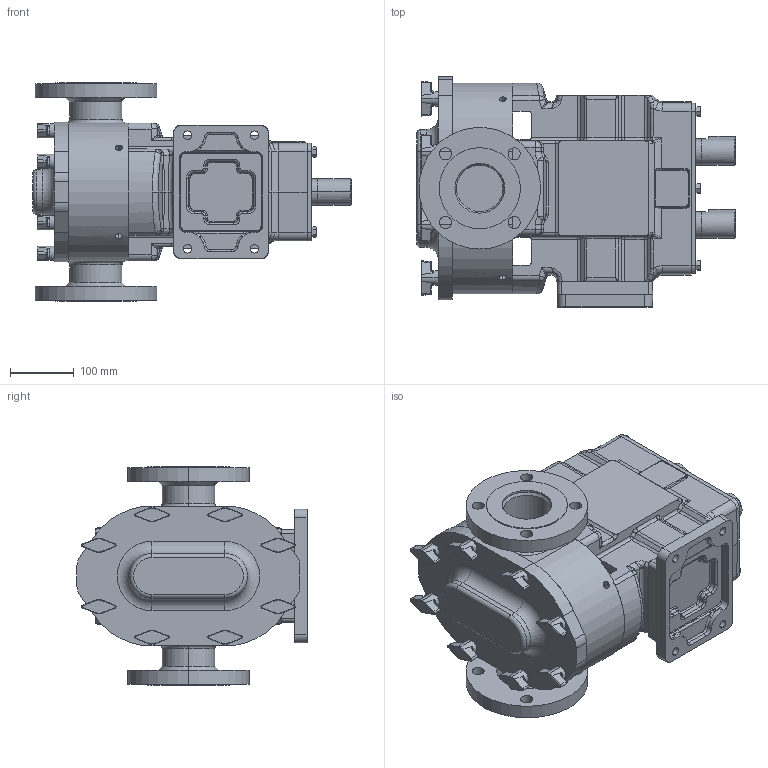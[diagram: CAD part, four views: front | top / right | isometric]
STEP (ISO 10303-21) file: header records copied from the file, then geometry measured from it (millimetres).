
FILE_DESCRIPTION (( 'STEP AP214' ), '1' );
FILE_NAME ('TRA10-1300-007.STEP', '2024-04-05T14:09:10', ( '' ), ( '' ), 'SwSTEP 2.0', 'SolidWorks 2022', '' );
FILE_SCHEMA (( 'AUTOMOTIVE_DESIGN' ));
Length unit declared in the file: inch
Products named in the file (5): TRA10-1300-BODY; TRA10-1300-007; TRA10-0600-COVER-STD; 1300FLG150-30; TRA10-0600-GEARBOX-H
Assembly tree (5 placements, depth 2):
  TRA10-1300-007
    TRA10-0600-GEARBOX-H
    TRA10-1300-BODY
    TRA10-0600-COVER-STD
    1300FLG150-30  x2
Bounding box: 499.28 x 360.3 x 342.9 mm (x, y, z)
Volume: 21978300.7 mm3; surface area: 1034188.6 mm2
Topology: 5 solids, 5 shells, 1089 faces, 2651 edges, 1576 vertices
Faces by surface type: cylinder 404, plane 289, bspline 206, torus 92, cone 82, sphere 16
Entity records: 39553 total; most frequent: CARTESIAN_POINT 16688, ORIENTED_EDGE 5110, DIRECTION 4395, EDGE_CURVE 2555, AXIS2_PLACEMENT_3D 1701, VERTEX_POINT 1538, EDGE_LOOP 1119, ADVANCED_FACE 1063
